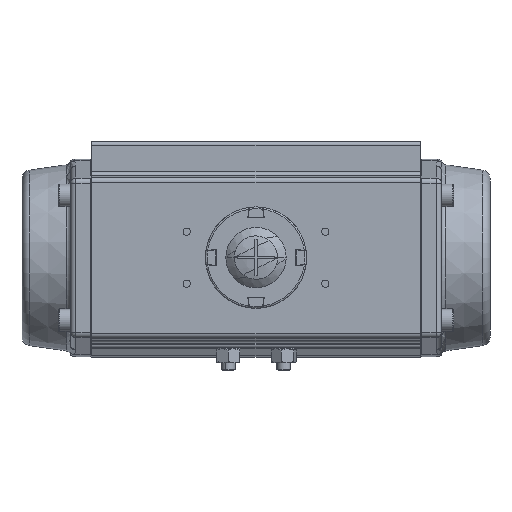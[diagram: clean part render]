
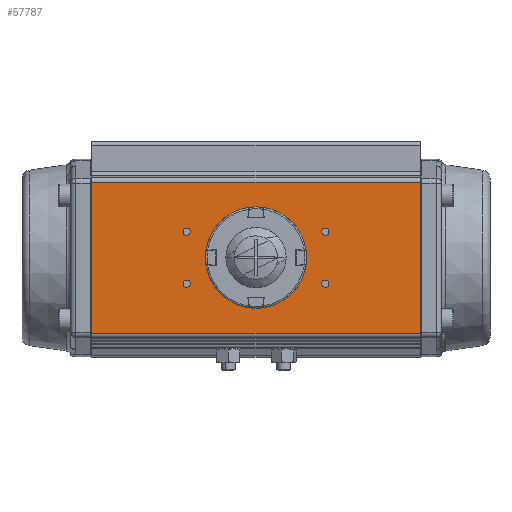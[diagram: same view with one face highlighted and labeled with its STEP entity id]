
A CAD part, top view. The second image highlights one B-rep face of the part: STEP entity #57787.
In plain terms, the highlighted planar face has unit normal (0, 0, 1).
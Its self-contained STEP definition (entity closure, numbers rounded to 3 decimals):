
#57648=CARTESIAN_POINT('',(-95.,-43.512,258.));
#57649=DIRECTION('',(0.,-0.,-1.));
#57650=DIRECTION('',(0.,-1.,0.));
#57651=AXIS2_PLACEMENT_3D('',#57648,#57649,#57650);
#57652=PLANE('',#57651);
#57653=CARTESIAN_POINT('',(37.9,15.,258.));
#57654=VERTEX_POINT('',#57653);
#57655=CARTESIAN_POINT('',(42.1,15.,258.));
#57656=VERTEX_POINT('',#57655);
#57657=CARTESIAN_POINT('',(40.,15.,258.));
#57658=DIRECTION('',(-0.,-0.,1.));
#57659=DIRECTION('',(-1.,-0.,-0.));
#57660=AXIS2_PLACEMENT_3D('',#57657,#57658,#57659);
#57661=CIRCLE('',#57660,2.1);
#57662=EDGE_CURVE('NONE',#57654,#57656,#57661,.T.);
#57663=ORIENTED_EDGE('',*,*,#57662,.F.);
#57664=CARTESIAN_POINT('',(40.,15.,258.));
#57665=DIRECTION('',(-0.,-0.,1.));
#57666=DIRECTION('',(-1.,-0.,-0.));
#57667=AXIS2_PLACEMENT_3D('',#57664,#57665,#57666);
#57668=CIRCLE('',#57667,2.1);
#57669=EDGE_CURVE('NONE',#57656,#57654,#57668,.T.);
#57670=ORIENTED_EDGE('',*,*,#57669,.F.);
#57671=EDGE_LOOP('',(#57663,#57670));
#57672=FACE_BOUND('',#57671,.T.);
#57673=CARTESIAN_POINT('',(37.9,-15.,258.));
#57674=VERTEX_POINT('',#57673);
#57675=CARTESIAN_POINT('',(42.1,-15.,258.));
#57676=VERTEX_POINT('',#57675);
#57677=CARTESIAN_POINT('',(40.,-15.,258.));
#57678=DIRECTION('',(-0.,-0.,1.));
#57679=DIRECTION('',(-1.,-0.,-0.));
#57680=AXIS2_PLACEMENT_3D('',#57677,#57678,#57679);
#57681=CIRCLE('',#57680,2.1);
#57682=EDGE_CURVE('NONE',#57674,#57676,#57681,.T.);
#57683=ORIENTED_EDGE('',*,*,#57682,.F.);
#57684=CARTESIAN_POINT('',(40.,-15.,258.));
#57685=DIRECTION('',(-0.,-0.,1.));
#57686=DIRECTION('',(-1.,-0.,-0.));
#57687=AXIS2_PLACEMENT_3D('',#57684,#57685,#57686);
#57688=CIRCLE('',#57687,2.1);
#57689=EDGE_CURVE('NONE',#57676,#57674,#57688,.T.);
#57690=ORIENTED_EDGE('',*,*,#57689,.F.);
#57691=EDGE_LOOP('',(#57683,#57690));
#57692=FACE_BOUND('',#57691,.T.);
#57693=CARTESIAN_POINT('',(-42.1,15.,258.));
#57694=VERTEX_POINT('',#57693);
#57695=CARTESIAN_POINT('',(-37.9,15.,258.));
#57696=VERTEX_POINT('',#57695);
#57697=CARTESIAN_POINT('',(-40.,15.,258.));
#57698=DIRECTION('',(-0.,-0.,1.));
#57699=DIRECTION('',(-1.,-0.,-0.));
#57700=AXIS2_PLACEMENT_3D('',#57697,#57698,#57699);
#57701=CIRCLE('',#57700,2.1);
#57702=EDGE_CURVE('NONE',#57694,#57696,#57701,.T.);
#57703=ORIENTED_EDGE('',*,*,#57702,.F.);
#57704=CARTESIAN_POINT('',(-40.,15.,258.));
#57705=DIRECTION('',(-0.,-0.,1.));
#57706=DIRECTION('',(-1.,-0.,-0.));
#57707=AXIS2_PLACEMENT_3D('',#57704,#57705,#57706);
#57708=CIRCLE('',#57707,2.1);
#57709=EDGE_CURVE('NONE',#57696,#57694,#57708,.T.);
#57710=ORIENTED_EDGE('',*,*,#57709,.F.);
#57711=EDGE_LOOP('',(#57703,#57710));
#57712=FACE_BOUND('',#57711,.T.);
#57713=CARTESIAN_POINT('',(-42.1,-15.,258.));
#57714=VERTEX_POINT('',#57713);
#57715=CARTESIAN_POINT('',(-37.9,-15.,258.));
#57716=VERTEX_POINT('',#57715);
#57717=CARTESIAN_POINT('',(-40.,-15.,258.));
#57718=DIRECTION('',(-0.,-0.,1.));
#57719=DIRECTION('',(-1.,-0.,-0.));
#57720=AXIS2_PLACEMENT_3D('',#57717,#57718,#57719);
#57721=CIRCLE('',#57720,2.1);
#57722=EDGE_CURVE('NONE',#57714,#57716,#57721,.T.);
#57723=ORIENTED_EDGE('',*,*,#57722,.F.);
#57724=CARTESIAN_POINT('',(-40.,-15.,258.));
#57725=DIRECTION('',(-0.,-0.,1.));
#57726=DIRECTION('',(-1.,-0.,-0.));
#57727=AXIS2_PLACEMENT_3D('',#57724,#57725,#57726);
#57728=CIRCLE('',#57727,2.1);
#57729=EDGE_CURVE('NONE',#57716,#57714,#57728,.T.);
#57730=ORIENTED_EDGE('',*,*,#57729,.F.);
#57731=EDGE_LOOP('',(#57723,#57730));
#57732=FACE_BOUND('',#57731,.T.);
#57733=CARTESIAN_POINT('',(-94.747,-43.512,258.));
#57734=VERTEX_POINT('',#57733);
#57735=CARTESIAN_POINT('',(94.747,-43.512,258.));
#57736=VERTEX_POINT('',#57735);
#57737=CARTESIAN_POINT('',(-94.747,-43.512,258.));
#57738=DIRECTION('',(1.,0.,0.));
#57739=VECTOR('',#57738,189.494);
#57740=LINE('',#57737,#57739);
#57741=EDGE_CURVE('',#57734,#57736,#57740,.T.);
#57742=ORIENTED_EDGE('',*,*,#57741,.T.);
#57743=CARTESIAN_POINT('',(94.747,43.512,258.));
#57744=VERTEX_POINT('',#57743);
#57745=CARTESIAN_POINT('',(94.747,-43.512,258.));
#57746=DIRECTION('',(-0.,1.,-0.));
#57747=VECTOR('',#57746,87.023);
#57748=LINE('',#57745,#57747);
#57749=EDGE_CURVE('',#57736,#57744,#57748,.T.);
#57750=ORIENTED_EDGE('',*,*,#57749,.T.);
#57751=CARTESIAN_POINT('',(-94.747,43.512,258.));
#57752=VERTEX_POINT('',#57751);
#57753=CARTESIAN_POINT('',(-94.747,43.512,258.));
#57754=DIRECTION('',(1.,0.,0.));
#57755=VECTOR('',#57754,189.494);
#57756=LINE('',#57753,#57755);
#57757=EDGE_CURVE('',#57752,#57744,#57756,.T.);
#57758=ORIENTED_EDGE('',*,*,#57757,.F.);
#57759=CARTESIAN_POINT('',(-94.747,43.512,258.));
#57760=DIRECTION('',(0.,-1.,0.));
#57761=VECTOR('',#57760,87.023);
#57762=LINE('',#57759,#57761);
#57763=EDGE_CURVE('',#57752,#57734,#57762,.T.);
#57764=ORIENTED_EDGE('',*,*,#57763,.T.);
#57765=EDGE_LOOP('',(#57742,#57750,#57758,#57764));
#57766=FACE_BOUND('',#57765,.T.);
#57767=CARTESIAN_POINT('',(-12.5,0.,258.));
#57768=VERTEX_POINT('',#57767);
#57769=CARTESIAN_POINT('',(12.5,0.,258.));
#57770=VERTEX_POINT('',#57769);
#57771=CARTESIAN_POINT('',(0.,0.,258.));
#57772=DIRECTION('',(0.,-0.,-1.));
#57773=DIRECTION('',(1.,0.,0.));
#57774=AXIS2_PLACEMENT_3D('',#57771,#57772,#57773);
#57775=CIRCLE('',#57774,12.5);
#57776=EDGE_CURVE('',#57768,#57770,#57775,.T.);
#57777=ORIENTED_EDGE('',*,*,#57776,.T.);
#57778=CARTESIAN_POINT('',(0.,0.,258.));
#57779=DIRECTION('',(0.,-0.,-1.));
#57780=DIRECTION('',(1.,0.,0.));
#57781=AXIS2_PLACEMENT_3D('',#57778,#57779,#57780);
#57782=CIRCLE('',#57781,12.5);
#57783=EDGE_CURVE('',#57770,#57768,#57782,.T.);
#57784=ORIENTED_EDGE('',*,*,#57783,.T.);
#57785=EDGE_LOOP('',(#57777,#57784));
#57786=FACE_BOUND('',#57785,.T.);
#57787=ADVANCED_FACE('',(#57672,#57692,#57712,#57732,#57766,#57786),#57652,.F.);
